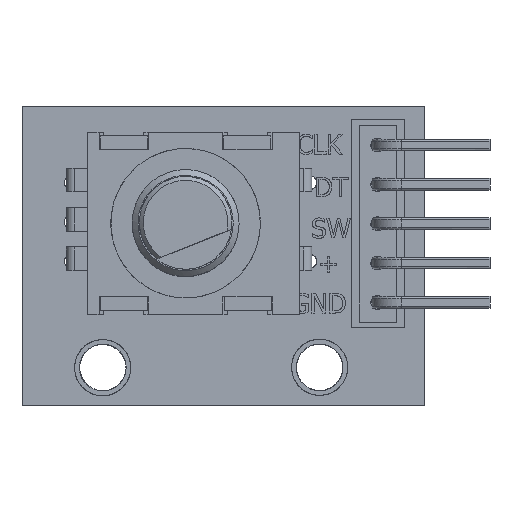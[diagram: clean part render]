
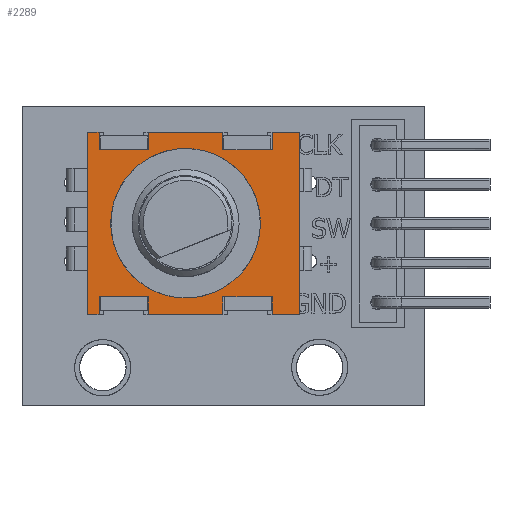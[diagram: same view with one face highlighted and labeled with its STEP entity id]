
A CAD part, top view. The second image highlights one B-rep face of the part: STEP entity #2289.
In plain terms, the highlighted free-form (B-spline) face has degree [1, 1] with [2, 2] control points.
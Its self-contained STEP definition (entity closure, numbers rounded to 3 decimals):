
#1064 = VERTEX_POINT('',#1065);
#1065 = CARTESIAN_POINT('',(3.313,8.397,8.495
    ));
#1070 = EDGE_CURVE('',#1071,#1064,#1073,.T.);
#1071 = VERTEX_POINT('',#1072);
#1072 = CARTESIAN_POINT('',(5.18,8.397,8.495
    ));
#1073 = B_SPLINE_CURVE_WITH_KNOTS('',1,(#1074,#1075),.UNSPECIFIED.,.F.,
  .F.,(2,2),(0.,1.778),.PIECEWISE_BEZIER_KNOTS.);
#1074 = CARTESIAN_POINT('',(5.18,8.397,8.495
    ));
#1075 = CARTESIAN_POINT('',(3.313,8.397,8.495
    ));
#1106 = VERTEX_POINT('',#1107);
#1107 = CARTESIAN_POINT('',(-9.224,8.397,
    8.495));
#1112 = EDGE_CURVE('',#1113,#1106,#1115,.T.);
#1113 = VERTEX_POINT('',#1114);
#1114 = CARTESIAN_POINT('',(-8.424,8.397,8.495
    ));
#1115 = B_SPLINE_CURVE_WITH_KNOTS('',1,(#1116,#1117),.UNSPECIFIED.,.F.,
  .F.,(2,2),(12.954,13.716),.PIECEWISE_BEZIER_KNOTS.);
#1116 = CARTESIAN_POINT('',(-8.424,8.397,8.495
    ));
#1117 = CARTESIAN_POINT('',(-9.224,8.397,
    8.495));
#1136 = VERTEX_POINT('',#1137);
#1137 = CARTESIAN_POINT('',(-5.09,8.397,
    8.495));
#1142 = EDGE_CURVE('',#1143,#1136,#1145,.T.);
#1143 = VERTEX_POINT('',#1144);
#1144 = CARTESIAN_POINT('',(-0.022,8.397,
    8.495));
#1145 = B_SPLINE_CURVE_WITH_KNOTS('',1,(#1146,#1147),.UNSPECIFIED.,.F.,
  .F.,(2,2),(4.953,9.779),.PIECEWISE_BEZIER_KNOTS.);
#1146 = CARTESIAN_POINT('',(-0.022,8.397,
    8.495));
#1147 = CARTESIAN_POINT('',(-5.09,8.397,
    8.495));
#1362 = VERTEX_POINT('',#1363);
#1363 = CARTESIAN_POINT('',(-8.424,-3.98,
    8.495));
#1368 = EDGE_CURVE('',#1369,#1362,#1371,.T.);
#1369 = VERTEX_POINT('',#1370);
#1370 = CARTESIAN_POINT('',(-9.224,-3.98,
    8.495));
#1371 = B_SPLINE_CURVE_WITH_KNOTS('',1,(#1372,#1373),.UNSPECIFIED.,.F.,
  .F.,(2,2),(0.,0.762),.PIECEWISE_BEZIER_KNOTS.);
#1372 = CARTESIAN_POINT('',(-9.224,-3.98,
    8.495));
#1373 = CARTESIAN_POINT('',(-8.424,-3.98,
    8.495));
#1470 = VERTEX_POINT('',#1471);
#1471 = CARTESIAN_POINT('',(5.18,-3.98,
    8.495));
#1476 = EDGE_CURVE('',#1477,#1470,#1479,.T.);
#1477 = VERTEX_POINT('',#1478);
#1478 = CARTESIAN_POINT('',(3.313,-3.98,
    8.495));
#1479 = B_SPLINE_CURVE_WITH_KNOTS('',1,(#1480,#1481),.UNSPECIFIED.,.F.,
  .F.,(2,2),(11.938,13.716),.PIECEWISE_BEZIER_KNOTS.);
#1480 = CARTESIAN_POINT('',(3.313,-3.98,
    8.495));
#1481 = CARTESIAN_POINT('',(5.18,-3.98,
    8.495));
#1514 = VERTEX_POINT('',#1515);
#1515 = CARTESIAN_POINT('',(-0.022,-3.98,
    8.495));
#1520 = EDGE_CURVE('',#1521,#1514,#1523,.T.);
#1521 = VERTEX_POINT('',#1522);
#1522 = CARTESIAN_POINT('',(-5.09,-3.98,
    8.495));
#1523 = B_SPLINE_CURVE_WITH_KNOTS('',1,(#1524,#1525),.UNSPECIFIED.,.F.,
  .F.,(2,2),(3.937,8.763),.PIECEWISE_BEZIER_KNOTS.);
#1524 = CARTESIAN_POINT('',(-5.09,-3.98,
    8.495));
#1525 = CARTESIAN_POINT('',(-0.022,-3.98,
    8.495));
#1591 = EDGE_CURVE('',#1592,#1594,#1596,.T.);
#1592 = VERTEX_POINT('',#1593);
#1593 = CARTESIAN_POINT('',(3.313,7.196,8.495)
  );
#1594 = VERTEX_POINT('',#1595);
#1595 = CARTESIAN_POINT('',(-0.022,7.196,
    8.495));
#1596 = B_SPLINE_CURVE_WITH_KNOTS('',1,(#1597,#1598),.UNSPECIFIED.,.F.,
  .F.,(2,2),(-2.54,0.635),.PIECEWISE_BEZIER_KNOTS.);
#1597 = CARTESIAN_POINT('',(3.313,7.196,8.495)
  );
#1598 = CARTESIAN_POINT('',(-0.022,7.196,
    8.495));
#1629 = EDGE_CURVE('',#1064,#1592,#1630,.T.);
#1630 = B_SPLINE_CURVE_WITH_KNOTS('',1,(#1631,#1632),.UNSPECIFIED.,.F.,
  .F.,(2,2),(-2.946,-1.803),.PIECEWISE_BEZIER_KNOTS.);
#1631 = CARTESIAN_POINT('',(3.313,8.397,8.495
    ));
#1632 = CARTESIAN_POINT('',(3.313,7.196,8.495)
  );
#1649 = EDGE_CURVE('',#1594,#1143,#1650,.T.);
#1650 = B_SPLINE_CURVE_WITH_KNOTS('',1,(#1651,#1652),.UNSPECIFIED.,.F.,
  .F.,(2,2),(2.375,3.518),.PIECEWISE_BEZIER_KNOTS.);
#1651 = CARTESIAN_POINT('',(-0.022,7.196,
    8.495));
#1652 = CARTESIAN_POINT('',(-0.022,8.397,
    8.495));
#1677 = EDGE_CURVE('',#1678,#1521,#1680,.T.);
#1678 = VERTEX_POINT('',#1679);
#1679 = CARTESIAN_POINT('',(-5.09,-2.78,
    8.495));
#1680 = B_SPLINE_CURVE_WITH_KNOTS('',1,(#1681,#1682),.UNSPECIFIED.,.F.,
  .F.,(2,2),(2.375,3.518),.PIECEWISE_BEZIER_KNOTS.);
#1681 = CARTESIAN_POINT('',(-5.09,-2.78,
    8.495));
#1682 = CARTESIAN_POINT('',(-5.09,-3.98,
    8.495));
#1705 = EDGE_CURVE('',#1706,#1678,#1708,.T.);
#1706 = VERTEX_POINT('',#1707);
#1707 = CARTESIAN_POINT('',(-8.424,-2.78,
    8.495));
#1708 = B_SPLINE_CURVE_WITH_KNOTS('',1,(#1709,#1710),.UNSPECIFIED.,.F.,
  .F.,(2,2),(-3.048,0.127),.PIECEWISE_BEZIER_KNOTS.);
#1709 = CARTESIAN_POINT('',(-8.424,-2.78,
    8.495));
#1710 = CARTESIAN_POINT('',(-5.09,-2.78,
    8.495));
#1735 = EDGE_CURVE('',#1362,#1706,#1736,.T.);
#1736 = B_SPLINE_CURVE_WITH_KNOTS('',1,(#1737,#1738),.UNSPECIFIED.,.F.,
  .F.,(2,2),(-2.946,-1.803),.PIECEWISE_BEZIER_KNOTS.);
#1737 = CARTESIAN_POINT('',(-8.424,-3.98,
    8.495));
#1738 = CARTESIAN_POINT('',(-8.424,-2.78,
    8.495));
#1763 = EDGE_CURVE('',#1764,#1477,#1766,.T.);
#1764 = VERTEX_POINT('',#1765);
#1765 = CARTESIAN_POINT('',(3.313,-2.78,
    8.495));
#1766 = B_SPLINE_CURVE_WITH_KNOTS('',1,(#1767,#1768),.UNSPECIFIED.,.F.,
  .F.,(2,2),(2.375,3.518),.PIECEWISE_BEZIER_KNOTS.);
#1767 = CARTESIAN_POINT('',(3.313,-2.78,
    8.495));
#1768 = CARTESIAN_POINT('',(3.313,-3.98,
    8.495));
#1785 = EDGE_CURVE('',#1786,#1764,#1788,.T.);
#1786 = VERTEX_POINT('',#1787);
#1787 = CARTESIAN_POINT('',(-0.022,-2.78,
    8.495));
#1788 = B_SPLINE_CURVE_WITH_KNOTS('',1,(#1789,#1790),.UNSPECIFIED.,.F.,
  .F.,(2,2),(0.953,4.128),.PIECEWISE_BEZIER_KNOTS.);
#1789 = CARTESIAN_POINT('',(-0.022,-2.78,
    8.495));
#1790 = CARTESIAN_POINT('',(3.313,-2.78,
    8.495));
#1811 = EDGE_CURVE('',#1514,#1786,#1812,.T.);
#1812 = B_SPLINE_CURVE_WITH_KNOTS('',1,(#1813,#1814),.UNSPECIFIED.,.F.,
  .F.,(2,2),(-2.946,-1.803),.PIECEWISE_BEZIER_KNOTS.);
#1813 = CARTESIAN_POINT('',(-0.022,-3.98,
    8.495));
#1814 = CARTESIAN_POINT('',(-0.022,-2.78,
    8.495));
#1827 = EDGE_CURVE('',#1828,#1830,#1832,.T.);
#1828 = VERTEX_POINT('',#1829);
#1829 = CARTESIAN_POINT('',(-5.09,7.196,8.495
    ));
#1830 = VERTEX_POINT('',#1831);
#1831 = CARTESIAN_POINT('',(-8.424,7.196,8.495)
  );
#1832 = B_SPLINE_CURVE_WITH_KNOTS('',1,(#1833,#1834),.UNSPECIFIED.,.F.,
  .F.,(2,2),(1.461,4.636),.PIECEWISE_BEZIER_KNOTS.);
#1833 = CARTESIAN_POINT('',(-5.09,7.196,8.495
    ));
#1834 = CARTESIAN_POINT('',(-8.424,7.196,8.495)
  );
#1859 = EDGE_CURVE('',#1136,#1828,#1860,.T.);
#1860 = B_SPLINE_CURVE_WITH_KNOTS('',1,(#1861,#1862),.UNSPECIFIED.,.F.,
  .F.,(2,2),(-2.946,-1.803),.PIECEWISE_BEZIER_KNOTS.);
#1861 = CARTESIAN_POINT('',(-5.09,8.397,
    8.495));
#1862 = CARTESIAN_POINT('',(-5.09,7.196,8.495
    ));
#1875 = EDGE_CURVE('',#1830,#1113,#1876,.T.);
#1876 = B_SPLINE_CURVE_WITH_KNOTS('',1,(#1877,#1878),.UNSPECIFIED.,.F.,
  .F.,(2,2),(2.375,3.518),.PIECEWISE_BEZIER_KNOTS.);
#1877 = CARTESIAN_POINT('',(-8.424,7.196,8.495)
  );
#1878 = CARTESIAN_POINT('',(-8.424,8.397,8.495
    ));
#2204 = VERTEX_POINT('',#2205);
#2205 = CARTESIAN_POINT('',(2.512,2.208,8.495
    ));
#2210 = EDGE_CURVE('',#2204,#2204,#2211,.T.);
#2211 = ( BOUNDED_CURVE() B_SPLINE_CURVE(2,(#2212,#2213,#2214,#2215,
#2216,#2217,#2218),.UNSPECIFIED.,.T.,.F.) B_SPLINE_CURVE_WITH_KNOTS((3,2
    ,2,3),(3.142,5.236,7.33,9.425),
.PIECEWISE_BEZIER_KNOTS.) CURVE() GEOMETRIC_REPRESENTATION_ITEM() 
RATIONAL_B_SPLINE_CURVE((1.,0.5,1.,0.5,1.,0.5,1.)) REPRESENTATION_ITEM(
  '') );
#2212 = CARTESIAN_POINT('',(2.512,2.208,8.495
    ));
#2213 = CARTESIAN_POINT('',(2.512,-6.57,
    8.495));
#2214 = CARTESIAN_POINT('',(-5.09,-2.181,
    8.495));
#2215 = CARTESIAN_POINT('',(-12.692,2.208,
    8.495));
#2216 = CARTESIAN_POINT('',(-5.09,6.597,
    8.495));
#2217 = CARTESIAN_POINT('',(2.512,10.987,
    8.495));
#2218 = CARTESIAN_POINT('',(2.512,2.208,8.495
    ));
#2263 = EDGE_CURVE('',#1106,#1369,#2264,.T.);
#2264 = B_SPLINE_CURVE_WITH_KNOTS('',1,(#2265,#2266),.UNSPECIFIED.,.F.,
  .F.,(2,2),(0.,11.786),.PIECEWISE_BEZIER_KNOTS.);
#2265 = CARTESIAN_POINT('',(-9.224,8.397,
    8.495));
#2266 = CARTESIAN_POINT('',(-9.224,-3.98,
    8.495));
#2279 = EDGE_CURVE('',#1470,#1071,#2280,.T.);
#2280 = B_SPLINE_CURVE_WITH_KNOTS('',1,(#2281,#2282),.UNSPECIFIED.,.F.,
  .F.,(2,2),(0.,11.786),.PIECEWISE_BEZIER_KNOTS.);
#2281 = CARTESIAN_POINT('',(5.18,-3.98,
    8.495));
#2282 = CARTESIAN_POINT('',(5.18,8.397,8.495
    ));
#2289 = ADVANCED_FACE('',(#2290,#2312),#2315,.T.);
#2290 = FACE_BOUND('',#2291,.T.);
#2291 = EDGE_LOOP('',(#2292,#2293,#2294,#2295,#2296,#2297,#2298,#2299,
    #2300,#2301,#2302,#2303,#2304,#2305,#2306,#2307,#2308,#2309,#2310,
    #2311));
#2292 = ORIENTED_EDGE('',*,*,#1649,.T.);
#2293 = ORIENTED_EDGE('',*,*,#1142,.T.);
#2294 = ORIENTED_EDGE('',*,*,#1859,.T.);
#2295 = ORIENTED_EDGE('',*,*,#1827,.T.);
#2296 = ORIENTED_EDGE('',*,*,#1875,.T.);
#2297 = ORIENTED_EDGE('',*,*,#1112,.T.);
#2298 = ORIENTED_EDGE('',*,*,#2263,.T.);
#2299 = ORIENTED_EDGE('',*,*,#1368,.T.);
#2300 = ORIENTED_EDGE('',*,*,#1735,.T.);
#2301 = ORIENTED_EDGE('',*,*,#1705,.T.);
#2302 = ORIENTED_EDGE('',*,*,#1677,.T.);
#2303 = ORIENTED_EDGE('',*,*,#1520,.T.);
#2304 = ORIENTED_EDGE('',*,*,#1811,.T.);
#2305 = ORIENTED_EDGE('',*,*,#1785,.T.);
#2306 = ORIENTED_EDGE('',*,*,#1763,.T.);
#2307 = ORIENTED_EDGE('',*,*,#1476,.T.);
#2308 = ORIENTED_EDGE('',*,*,#2279,.T.);
#2309 = ORIENTED_EDGE('',*,*,#1070,.T.);
#2310 = ORIENTED_EDGE('',*,*,#1629,.T.);
#2311 = ORIENTED_EDGE('',*,*,#1591,.T.);
#2312 = FACE_BOUND('',#2313,.T.);
#2313 = EDGE_LOOP('',(#2314));
#2314 = ORIENTED_EDGE('',*,*,#2210,.T.);
#2315 = B_SPLINE_SURFACE_WITH_KNOTS('',1,1,(
    (#2316,#2317)
    ,(#2318,#2319
  )),.UNSPECIFIED.,.F.,.F.,.F.,(2,2),(2,2),(-6.858,6.858),(-5.893,
    5.893),.PIECEWISE_BEZIER_KNOTS.);
#2316 = CARTESIAN_POINT('',(-9.224,-3.98,
    8.495));
#2317 = CARTESIAN_POINT('',(-9.224,8.397,
    8.495));
#2318 = CARTESIAN_POINT('',(5.18,-3.98,
    8.495));
#2319 = CARTESIAN_POINT('',(5.18,8.397,8.495
    ));
